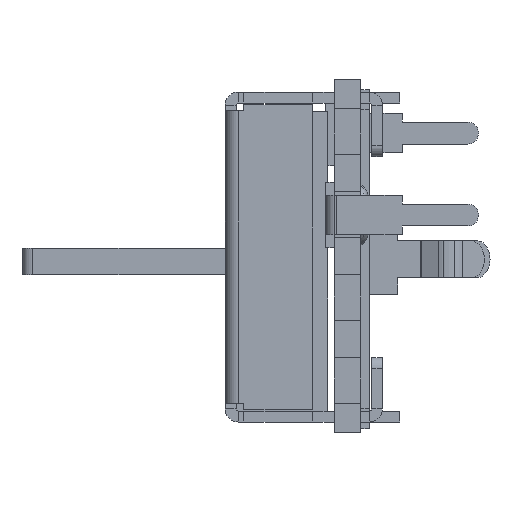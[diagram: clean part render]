
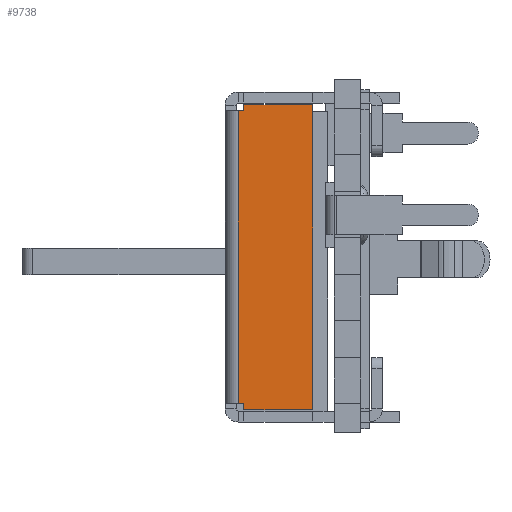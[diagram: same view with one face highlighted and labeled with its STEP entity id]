
A CAD part, left-side view. The second image highlights one B-rep face of the part: STEP entity #9738.
In plain terms, the highlighted planar face has unit normal (-1, 0, 0).
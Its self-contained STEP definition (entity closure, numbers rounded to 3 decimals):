
#215=DIRECTION('',(0.,0.,-1.));
#216=VECTOR('',#215,13.959);
#217=CARTESIAN_POINT('',(-64.,1.,6.979));
#218=LINE('',#217,#216);
#231=DIRECTION('',(0.,-1.,0.));
#232=VECTOR('',#231,3.15);
#233=CARTESIAN_POINT('',(-64.,4.15,-6.979));
#234=LINE('',#233,#232);
#235=DIRECTION('',(0.,0.,-1.));
#236=VECTOR('',#235,0.279);
#237=CARTESIAN_POINT('',(-64.,4.15,-6.7));
#238=LINE('',#237,#236);
#239=DIRECTION('',(0.,0.,-1.));
#240=VECTOR('',#239,13.4);
#241=CARTESIAN_POINT('',(-64.,4.4,6.7));
#242=LINE('',#241,#240);
#243=DIRECTION('',(0.,1.,0.));
#244=VECTOR('',#243,0.25);
#245=CARTESIAN_POINT('',(-64.,4.15,6.7));
#246=LINE('',#245,#244);
#247=DIRECTION('',(0.,0.,-1.));
#248=VECTOR('',#247,0.279);
#249=CARTESIAN_POINT('',(-64.,4.15,6.979));
#250=LINE('',#249,#248);
#251=DIRECTION('',(0.,1.,0.));
#252=VECTOR('',#251,3.15);
#253=CARTESIAN_POINT('',(-64.,1.,6.979));
#254=LINE('',#253,#252);
#263=DIRECTION('',(0.,1.,0.));
#264=VECTOR('',#263,0.25);
#265=CARTESIAN_POINT('',(-64.,4.15,-6.7));
#266=LINE('',#265,#264);
#7481=CARTESIAN_POINT('',(-64.,1.,-6.979));
#7483=VERTEX_POINT('',#7481);
#7575=CARTESIAN_POINT('',(-64.,4.4,6.7));
#7576=CARTESIAN_POINT('',(-64.,4.4,-6.7));
#7577=VERTEX_POINT('',#7575);
#7578=VERTEX_POINT('',#7576);
#7845=CARTESIAN_POINT('',(-64.,1.,6.979));
#7846=CARTESIAN_POINT('',(-64.,4.15,6.979));
#7847=VERTEX_POINT('',#7845);
#7848=VERTEX_POINT('',#7846);
#7893=CARTESIAN_POINT('',(-64.,4.15,-6.979));
#7894=VERTEX_POINT('',#7893);
#7921=CARTESIAN_POINT('',(-64.,4.15,-6.7));
#7922=VERTEX_POINT('',#7921);
#7947=CARTESIAN_POINT('',(-64.,4.15,6.7));
#7948=VERTEX_POINT('',#7947);
#9716=CARTESIAN_POINT('',(-64.,5.,-7.55));
#9717=DIRECTION('',(1.,0.,0.));
#9718=DIRECTION('',(0.,0.707,-0.707));
#9719=AXIS2_PLACEMENT_3D('',#9716,#9717,#9718);
#9720=PLANE('',#9719);
#9722=ORIENTED_EDGE('',*,*,#9721,.F.);
#9724=ORIENTED_EDGE('',*,*,#9723,.F.);
#9726=ORIENTED_EDGE('',*,*,#9725,.T.);
#9728=ORIENTED_EDGE('',*,*,#9727,.F.);
#9730=ORIENTED_EDGE('',*,*,#9729,.F.);
#9732=ORIENTED_EDGE('',*,*,#9731,.F.);
#9734=ORIENTED_EDGE('',*,*,#9733,.F.);
#9735=ORIENTED_EDGE('',*,*,#9706,.T.);
#9736=EDGE_LOOP('',(#9722,#9724,#9726,#9728,#9730,#9732,#9734,#9735));
#9737=FACE_OUTER_BOUND('',#9736,.F.);
#9738=ADVANCED_FACE('',(#9737),#9720,.F.);
#9706=EDGE_CURVE('',#7847,#7483,#218,.T.);
#9721=EDGE_CURVE('',#7894,#7483,#234,.T.);
#9723=EDGE_CURVE('',#7922,#7894,#238,.T.);
#9725=EDGE_CURVE('',#7922,#7578,#266,.T.);
#9727=EDGE_CURVE('',#7577,#7578,#242,.T.);
#9729=EDGE_CURVE('',#7948,#7577,#246,.T.);
#9731=EDGE_CURVE('',#7848,#7948,#250,.T.);
#9733=EDGE_CURVE('',#7847,#7848,#254,.T.);
